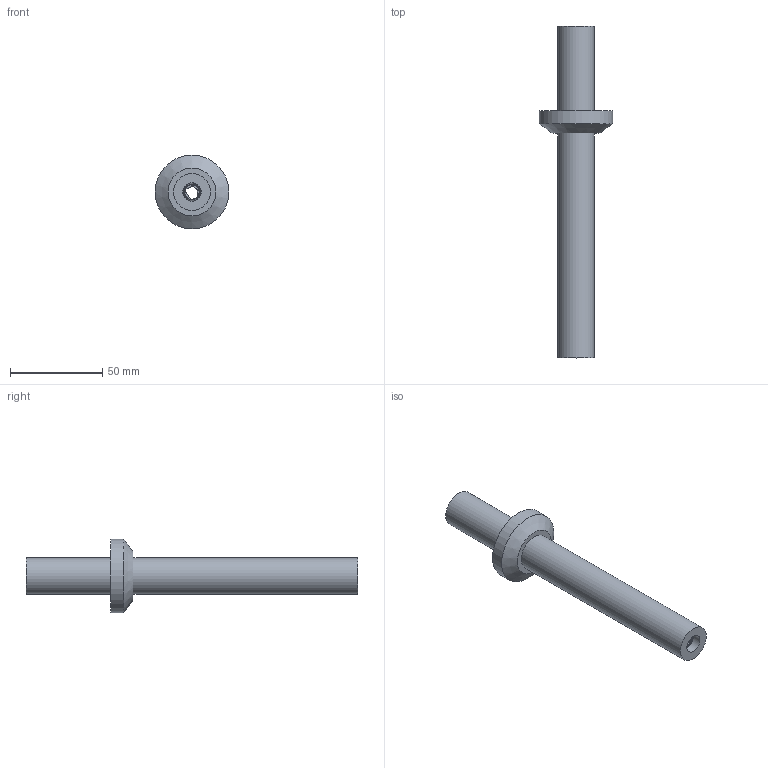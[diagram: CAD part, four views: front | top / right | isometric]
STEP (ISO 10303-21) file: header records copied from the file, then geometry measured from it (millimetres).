
FILE_DESCRIPTION(/* description */ ('Unknown'),/* implementation_level */ '2;1');
FILE_NAME(/* name */ 'RH-axle',/* time_stamp */ '2020-09-22T11:56:19+01:00',/* author */ ('Unknown'),/* organization */ ('Unknown'),/* preprocessor_version */ 'ST-DEVELOPER v16.7',/* originating_system */ 'Solid Edge',/* authorisation */ 'Unknown');
FILE_SCHEMA (('AUTOMOTIVE_DESIGN {1 0 10303 214 3 1 1}'));
Length unit declared in the file: millimetre
Products named in the file (1): RH-axle
Bounding box: 40 x 180 x 40 mm (x, y, z)
Volume: 50405.4 mm3; surface area: 21416.2 mm2
Topology: 1 solids, 1 shells, 21 faces, 42 edges, 28 vertices
Faces by surface type: cylinder 9, plane 7, bspline 4, cone 1
Full cylindrical faces by diameter (mm): 10 x1, 12 x1, 20 x2, 40 x1
Entity records: 35210 total; most frequent: CARTESIAN_POINT 34800, DIRECTION 74, ORIENTED_EDGE 70, AXIS2_PLACEMENT_3D 37, EDGE_CURVE 35, EDGE_LOOP 34, FACE_BOUND 34, VERTEX_POINT 27
